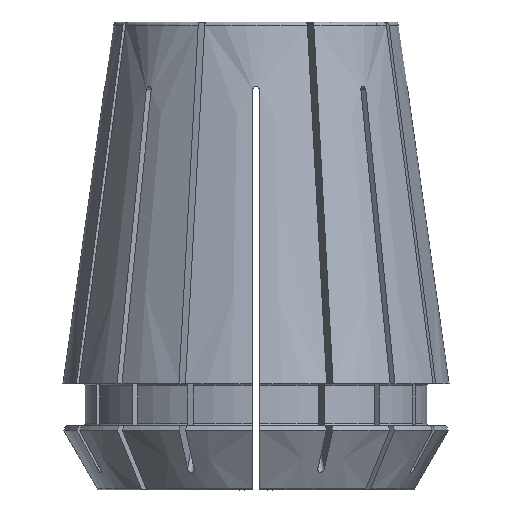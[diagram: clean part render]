
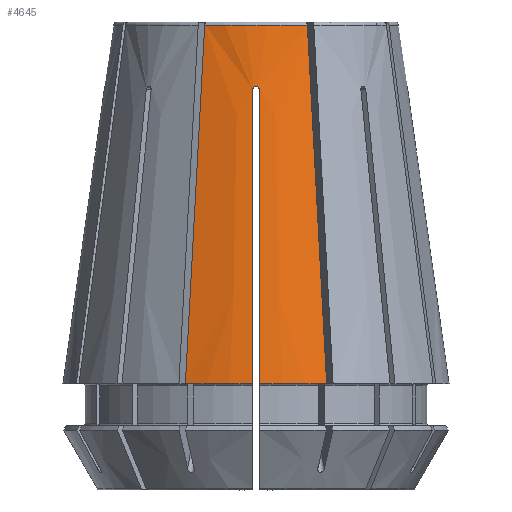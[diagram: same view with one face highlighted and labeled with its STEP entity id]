
A CAD part, left-side view. The second image highlights one B-rep face of the part: STEP entity #4645.
In plain terms, the highlighted conical face has half-angle 8 degrees and reference radius 16.5 mm.
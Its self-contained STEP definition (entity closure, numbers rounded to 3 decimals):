
#199=B_SPLINE_CURVE_WITH_KNOTS('',3,(#6960,#6961,#6962,#6963),
 .UNSPECIFIED.,.F.,.F.,(4,4),(0.,0.031),
 .UNSPECIFIED.);
#200=B_SPLINE_CURVE_WITH_KNOTS('',3,(#6965,#6966,#6967,#6968),
 .UNSPECIFIED.,.F.,.F.,(4,4),(0.021,0.046),
 .UNSPECIFIED.);
#201=B_SPLINE_CURVE_WITH_KNOTS('',3,(#6970,#6971,#6972,#6973,#6974),
 .UNSPECIFIED.,.F.,.F.,(4,1,4),(0.,0.,
0.001),.UNSPECIFIED.);
#202=B_SPLINE_CURVE_WITH_KNOTS('',3,(#6976,#6977,#6978,#6979),
 .UNSPECIFIED.,.F.,.F.,(4,4),(0.021,0.046),
 .UNSPECIFIED.);
#203=B_SPLINE_CURVE_WITH_KNOTS('',3,(#6983,#6984,#6985,#6986),
 .UNSPECIFIED.,.F.,.F.,(4,4),(0.,0.031),
 .UNSPECIFIED.);
#458=CONICAL_SURFACE('',#4953,16.5,0.14);
#529=CIRCLE('',#4952,16.5);
#530=CIRCLE('',#4954,16.5);
#531=CIRCLE('',#4955,12.194);
#864=ORIENTED_EDGE('',*,*,#2368,.F.);
#865=ORIENTED_EDGE('',*,*,#2367,.T.);
#866=ORIENTED_EDGE('',*,*,#2369,.T.);
#867=ORIENTED_EDGE('',*,*,#2370,.T.);
#868=ORIENTED_EDGE('',*,*,#2371,.F.);
#869=ORIENTED_EDGE('',*,*,#2372,.T.);
#870=ORIENTED_EDGE('',*,*,#2373,.T.);
#871=ORIENTED_EDGE('',*,*,#2374,.F.);
#2367=EDGE_CURVE('',#3102,#3103,#529,.T.);
#2368=EDGE_CURVE('',#3102,#3104,#199,.T.);
#2369=EDGE_CURVE('',#3103,#3105,#200,.F.);
#2370=EDGE_CURVE('',#3105,#3106,#201,.T.);
#2371=EDGE_CURVE('',#3107,#3106,#202,.F.);
#2372=EDGE_CURVE('',#3107,#3108,#530,.T.);
#2373=EDGE_CURVE('',#3108,#3109,#203,.T.);
#2374=EDGE_CURVE('',#3104,#3109,#531,.T.);
#3102=VERTEX_POINT('',#6955);
#3103=VERTEX_POINT('',#6957);
#3104=VERTEX_POINT('',#6964);
#3105=VERTEX_POINT('',#6969);
#3106=VERTEX_POINT('',#6975);
#3107=VERTEX_POINT('',#6980);
#3108=VERTEX_POINT('',#6982);
#3109=VERTEX_POINT('',#6987);
#4045=EDGE_LOOP('',(#864,#865,#866,#867,#868,#869,#870,#871));
#4301=FACE_BOUND('',#4045,.T.);
#4645=ADVANCED_FACE('',(#4301),#458,.T.);
#4952=AXIS2_PLACEMENT_3D('',#6958,#5547,#5548);
#4953=AXIS2_PLACEMENT_3D('',#6959,#5549,#5550);
#4954=AXIS2_PLACEMENT_3D('',#6981,#5551,#5552);
#4955=AXIS2_PLACEMENT_3D('',#6988,#5553,#5554);
#5547=DIRECTION('',(0.,0.,1.));
#5548=DIRECTION('',(1.,0.,0.));
#5549=DIRECTION('',(0.,0.,-1.));
#5550=DIRECTION('',(-1.,0.,0.));
#5551=DIRECTION('',(0.,0.,1.));
#5552=DIRECTION('',(1.,0.,0.));
#5553=DIRECTION('',(0.,0.,1.));
#5554=DIRECTION('',(1.,0.,0.));
#6955=CARTESIAN_POINT('',(-15.356,6.036,9.1));
#6957=CARTESIAN_POINT('',(-16.497,0.3,9.1));
#6958=CARTESIAN_POINT('',(0.,0.,9.1));
#6959=CARTESIAN_POINT('',(0.,0.,9.1));
#6960=CARTESIAN_POINT('',(-15.356,6.036,9.1));
#6961=CARTESIAN_POINT('',(-14.03,5.487,19.314));
#6962=CARTESIAN_POINT('',(-12.703,4.937,29.528));
#6963=CARTESIAN_POINT('',(-11.377,4.388,39.742));
#6964=CARTESIAN_POINT('',(-11.377,4.388,39.742));
#6965=CARTESIAN_POINT('',(-12.969,0.3,34.2));
#6966=CARTESIAN_POINT('',(-14.145,0.3,25.833));
#6967=CARTESIAN_POINT('',(-15.321,0.3,17.467));
#6968=CARTESIAN_POINT('',(-16.497,0.3,9.1));
#6969=CARTESIAN_POINT('',(-12.969,0.3,34.2));
#6970=CARTESIAN_POINT('',(-12.969,0.3,34.2));
#6971=CARTESIAN_POINT('',(-12.947,0.3,34.358));
#6972=CARTESIAN_POINT('',(-12.914,0.,34.642));
#6973=CARTESIAN_POINT('',(-12.947,-0.3,34.358));
#6974=CARTESIAN_POINT('',(-12.969,-0.3,34.2));
#6975=CARTESIAN_POINT('',(-12.969,-0.3,34.2));
#6976=CARTESIAN_POINT('',(-12.969,-0.3,34.2));
#6977=CARTESIAN_POINT('',(-14.145,-0.3,25.833));
#6978=CARTESIAN_POINT('',(-15.321,-0.3,17.467));
#6979=CARTESIAN_POINT('',(-16.497,-0.3,9.1));
#6980=CARTESIAN_POINT('',(-16.497,-0.3,9.1));
#6981=CARTESIAN_POINT('',(0.,0.,9.1));
#6982=CARTESIAN_POINT('',(-15.356,-6.036,9.1));
#6983=CARTESIAN_POINT('',(-15.356,-6.036,9.1));
#6984=CARTESIAN_POINT('',(-14.03,-5.487,19.314));
#6985=CARTESIAN_POINT('',(-12.703,-4.937,29.528));
#6986=CARTESIAN_POINT('',(-11.377,-4.388,39.742));
#6987=CARTESIAN_POINT('',(-11.377,-4.388,39.742));
#6988=CARTESIAN_POINT('',(0.,0.,39.742));
